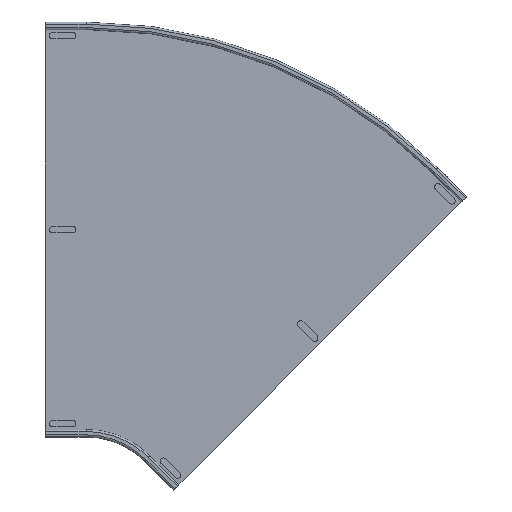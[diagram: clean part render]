
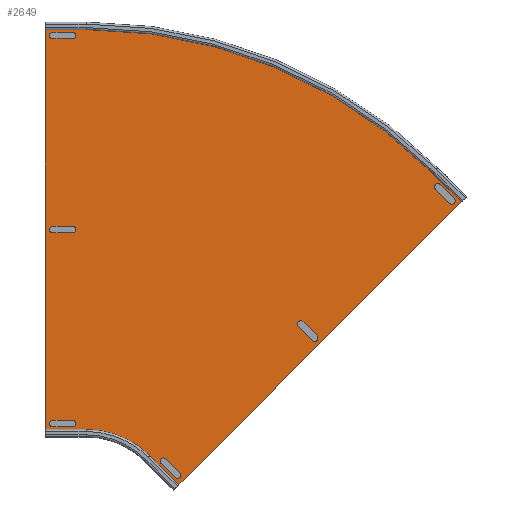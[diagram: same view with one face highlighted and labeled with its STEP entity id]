
A CAD part, top view. The second image highlights one B-rep face of the part: STEP entity #2649.
In plain terms, the highlighted planar face has unit normal (0, 0, 1).
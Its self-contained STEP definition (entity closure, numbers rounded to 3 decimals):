
#265=FACE_OUTER_BOUND('',#415,.T.);
#415=EDGE_LOOP('',(#2166,#2167,#2168,#2169,#2170,#2171,#2172,#2173));
#567=CIRCLE('',#2861,599.498);
#601=CIRCLE('',#2914,102.9);
#682=LINE('',#3978,#894);
#730=LINE('',#4144,#942);
#732=LINE('',#4151,#944);
#780=LINE('',#4406,#992);
#781=LINE('',#4408,#993);
#782=LINE('',#4409,#994);
#894=VECTOR('',#3072,1.);
#942=VECTOR('',#3228,1.);
#944=VECTOR('',#3236,1.);
#992=VECTOR('',#3560,1.);
#993=VECTOR('',#3561,1.);
#994=VECTOR('',#3562,1.);
#1106=VERTEX_POINT('',#3976);
#1107=VERTEX_POINT('',#3977);
#1171=VERTEX_POINT('',#4143);
#1173=VERTEX_POINT('',#4149);
#1215=VERTEX_POINT('',#4307);
#1237=VERTEX_POINT('',#4389);
#1242=VERTEX_POINT('',#4405);
#1243=VERTEX_POINT('',#4407);
#1394=EDGE_CURVE('',#1106,#1107,#682,.T.);
#1477=EDGE_CURVE('',#1106,#1171,#730,.T.);
#1481=EDGE_CURVE('',#1107,#1173,#732,.T.);
#1560=EDGE_CURVE('',#1215,#1173,#567,.T.);
#1601=EDGE_CURVE('',#1237,#1171,#601,.T.);
#1608=EDGE_CURVE('',#1215,#1242,#780,.T.);
#1609=EDGE_CURVE('',#1242,#1243,#781,.T.);
#1610=EDGE_CURVE('',#1237,#1243,#782,.T.);
#2166=ORIENTED_EDGE('',*,*,#1608,.T.);
#2167=ORIENTED_EDGE('',*,*,#1609,.T.);
#2168=ORIENTED_EDGE('',*,*,#1610,.F.);
#2169=ORIENTED_EDGE('',*,*,#1601,.T.);
#2170=ORIENTED_EDGE('',*,*,#1477,.F.);
#2171=ORIENTED_EDGE('',*,*,#1394,.T.);
#2172=ORIENTED_EDGE('',*,*,#1481,.T.);
#2173=ORIENTED_EDGE('',*,*,#1560,.F.);
#2523=PLANE('',#2917);
#2649=ADVANCED_FACE('',(#265),#2523,.T.);
#2861=AXIS2_PLACEMENT_3D('',#4309,#3433,#3434);
#2914=AXIS2_PLACEMENT_3D('',#4391,#3546,#3547);
#2917=AXIS2_PLACEMENT_3D('',#4404,#3558,#3559);
#3072=DIRECTION('',(0.707,0.707,0.));
#3228=DIRECTION('',(-0.707,0.707,0.));
#3236=DIRECTION('',(-0.707,0.707,0.));
#3433=DIRECTION('center_axis',(0.,0.,-1.));
#3434=DIRECTION('ref_axis',(-0.707,0.707,0.));
#3546=DIRECTION('center_axis',(0.,0.,-1.));
#3547=DIRECTION('ref_axis',(-0.707,0.707,0.));
#3558=DIRECTION('center_axis',(0.,0.,
1.));
#3559=DIRECTION('ref_axis',(1.,0.,0.));
#3560=DIRECTION('',(-1.,0.,0.));
#3561=DIRECTION('',(0.,-1.,0.));
#3562=DIRECTION('',(-1.,0.,0.));
#3976=CARTESIAN_POINT('',(176.743,-47.558,0.9));
#3977=CARTESIAN_POINT('',(527.891,303.589,0.9));
#3978=CARTESIAN_POINT('',(176.743,-47.558,0.9));
#4143=CARTESIAN_POINT('',(141.883,-12.698,0.9));
#4144=CARTESIAN_POINT('',(176.743,-47.558,0.9));
#4149=CARTESIAN_POINT('',(493.03,338.45,0.9));
#4151=CARTESIAN_POINT('',(527.891,303.589,0.9));
#4307=CARTESIAN_POINT('',(69.121,514.038,0.9));
#4309=CARTESIAN_POINT('Origin',(69.121,-85.459,0.9));
#4389=CARTESIAN_POINT('',(69.121,17.441,0.9));
#4391=CARTESIAN_POINT('Origin',(69.121,-85.459,0.9));
#4404=CARTESIAN_POINT('Origin',(172.021,-134.759,0.9));
#4405=CARTESIAN_POINT('',(19.821,514.038,0.9));
#4406=CARTESIAN_POINT('',(69.121,514.038,0.9));
#4407=CARTESIAN_POINT('',(19.821,17.441,0.9));
#4408=CARTESIAN_POINT('',(19.821,465.74,0.9));
#4409=CARTESIAN_POINT('',(69.121,17.441,0.9));
